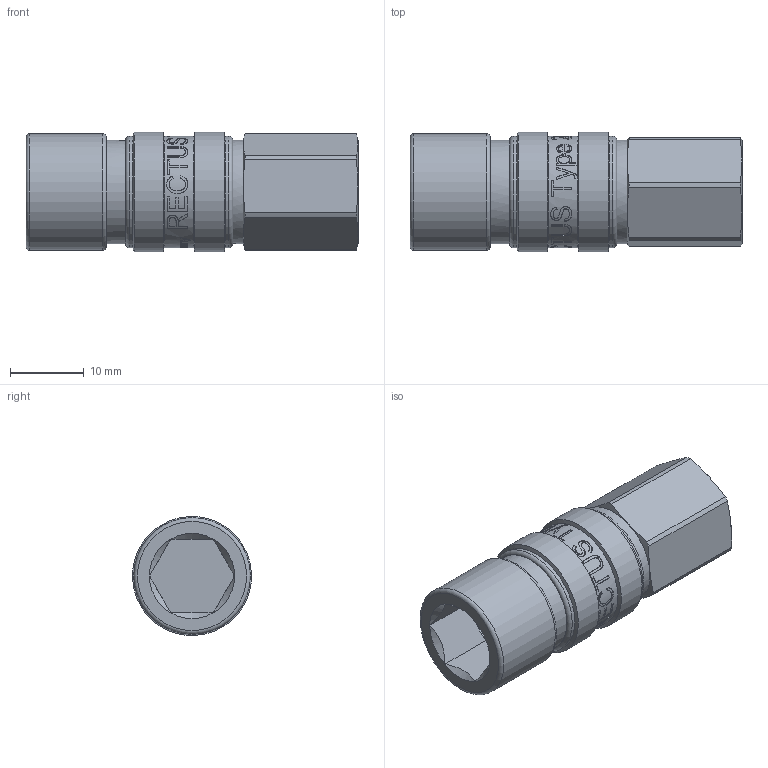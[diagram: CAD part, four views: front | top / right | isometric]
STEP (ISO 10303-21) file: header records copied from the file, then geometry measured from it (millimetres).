
FILE_DESCRIPTION((''),'2;1');
FILE_NAME('21kaiw10mpx6.stp','2014-04-14T15:24:49',('IA176480'),(''),'Autodesk Inventor 2013','Autodesk Inventor 2013','');
FILE_SCHEMA(('AUTOMOTIVE_DESIGN { 1 0 10303 214 1 1 1 1 }'));
Length unit declared in the file: millimetre
Products named in the file (1): D110099
Bounding box: 45 x 16.15 x 16.15 mm (x, y, z)
Volume: 6444.2 mm3; surface area: 4462.4 mm2
Topology: 1 solids, 3 shells, 460 faces, 1220 edges, 808 vertices
Faces by surface type: bspline 211, plane 152, cylinder 64, cone 29, torus 4
Full cylindrical faces by diameter (mm): 8.566 x1, 11.284 x2, 11.4 x1, 11.46 x1, 12 x1, 12.1 x1, 12.15 x1, 14 x4, 15.1 x3, 15.8 x1, 16.15 x2
Entity records: 63509 total; most frequent: CARTESIAN_POINT 53594, ORIENTED_EDGE 2324, DIRECTION 1193, EDGE_CURVE 1162, VERTEX_POINT 792, B_SPLINE_CURVE_WITH_KNOTS 555, EDGE_LOOP 546, FACE_OUTER_BOUND 459
